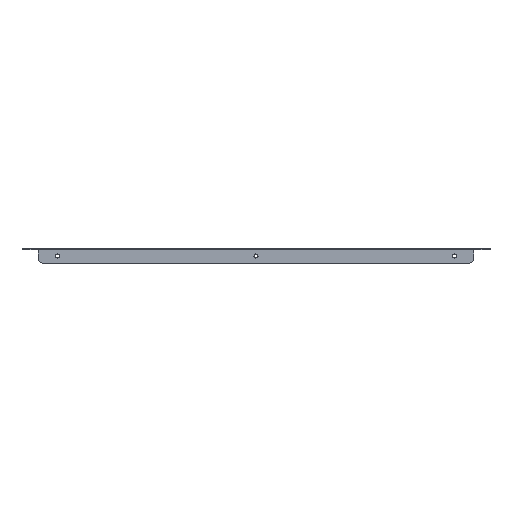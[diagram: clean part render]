
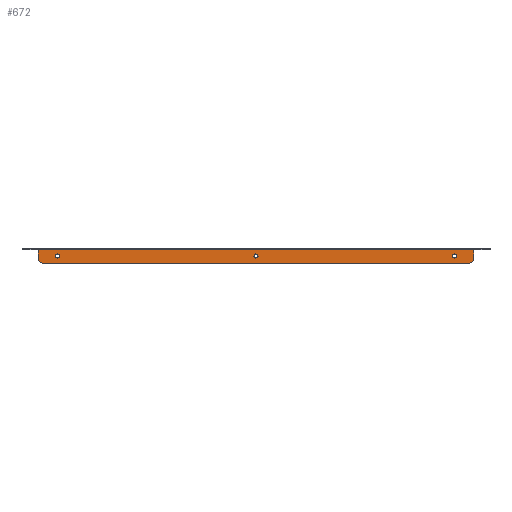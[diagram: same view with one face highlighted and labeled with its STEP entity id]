
A CAD part, front view. The second image highlights one B-rep face of the part: STEP entity #672.
In plain terms, the highlighted planar face has unit normal (0, -1, 0).
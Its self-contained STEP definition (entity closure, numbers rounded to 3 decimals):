
#1 = AXIS2_PLACEMENT_3D ( 'NONE', #1598, #556, #866 ) ;
#45 = CARTESIAN_POINT ( 'NONE',  ( 226.25, -49.8, 0. ) ) ;
#49 = CIRCLE ( 'NONE', #775, 5. ) ;
#68 = FACE_BOUND ( 'NONE', #523, .T. ) ;
#103 = CARTESIAN_POINT ( 'NONE',  ( -206.25, -49.8, -5.4 ) ) ;
#106 = FACE_OUTER_BOUND ( 'NONE', #1210, .T. ) ;
#134 = FACE_BOUND ( 'NONE', #1497, .T. ) ;
#160 = CARTESIAN_POINT ( 'NONE',  ( 221.25, -49.8, -15. ) ) ;
#237 = CARTESIAN_POINT ( 'NONE',  ( 0., -49.8, -15. ) ) ;
#253 = CARTESIAN_POINT ( 'NONE',  ( -226.25, -49.8, -10. ) ) ;
#260 = EDGE_CURVE ( 'NONE', #733, #733, #611, .T. ) ;
#279 = CARTESIAN_POINT ( 'NONE',  ( 226.25, -49.8, -10. ) ) ;
#300 = DIRECTION ( 'NONE',  ( 1., 0., 0. ) ) ;
#305 = CARTESIAN_POINT ( 'NONE',  ( -221.25, -49.8, -10. ) ) ;
#336 = CARTESIAN_POINT ( 'NONE',  ( -206.25, -49.8, -7.5 ) ) ;
#368 = EDGE_CURVE ( 'NONE', #1223, #1846, #49, .T. ) ;
#396 = CARTESIAN_POINT ( 'NONE',  ( -226.25, -49.8, 0. ) ) ;
#400 = VERTEX_POINT ( 'NONE', #1695 ) ;
#419 = CARTESIAN_POINT ( 'NONE',  ( -221.25, -49.8, -15. ) ) ;
#454 = AXIS2_PLACEMENT_3D ( 'NONE', #336, #1504, #1496 ) ;
#466 = CIRCLE ( 'NONE', #1, 2.1 ) ;
#475 = ORIENTED_EDGE ( 'NONE', *, *, #1243, .T. ) ;
#490 = FACE_BOUND ( 'NONE', #867, .T. ) ;
#521 = ORIENTED_EDGE ( 'NONE', *, *, #812, .F. ) ;
#523 = EDGE_LOOP ( 'NONE', ( #890 ) ) ;
#556 = DIRECTION ( 'NONE',  ( 0., 1., 0. ) ) ;
#573 = VERTEX_POINT ( 'NONE', #684 ) ;
#589 = CARTESIAN_POINT ( 'NONE',  ( -228.796, -49.8, -0.919 ) ) ;
#591 = DIRECTION ( 'NONE',  ( 0., 0., 1. ) ) ;
#606 = CARTESIAN_POINT ( 'NONE',  ( 206.25, -49.8, -7.5 ) ) ;
#611 = CIRCLE ( 'NONE', #1042, 2.1 ) ;
#624 = VERTEX_POINT ( 'NONE', #1118 ) ;
#630 = CIRCLE ( 'NONE', #454, 2.1 ) ;
#672 = ADVANCED_FACE ( 'NONE', ( #134, #490, #68, #106 ), #995, .F. ) ;
#681 = DIRECTION ( 'NONE',  ( 0., 0., -1. ) ) ;
#684 = CARTESIAN_POINT ( 'NONE',  ( -226.25, -49.8, -0.919 ) ) ;
#692 = VECTOR ( 'NONE', #925, 1000. ) ;
#727 = DIRECTION ( 'NONE',  ( 0., 0., 1. ) ) ;
#733 = VERTEX_POINT ( 'NONE', #1004 ) ;
#735 = LINE ( 'NONE', #237, #1624 ) ;
#737 = CIRCLE ( 'NONE', #1198, 5. ) ;
#775 = AXIS2_PLACEMENT_3D ( 'NONE', #305, #1449, #591 ) ;
#784 = VECTOR ( 'NONE', #300, 1000. ) ;
#786 = VERTEX_POINT ( 'NONE', #160 ) ;
#812 = EDGE_CURVE ( 'NONE', #573, #624, #1490, .T. ) ;
#833 = CARTESIAN_POINT ( 'NONE',  ( 221.25, -49.8, -10. ) ) ;
#851 = DIRECTION ( 'NONE',  ( 1., 0., 0. ) ) ;
#860 = DIRECTION ( 'NONE',  ( 0., 1., 0. ) ) ;
#866 = DIRECTION ( 'NONE',  ( 0., 0., 1. ) ) ;
#867 = EDGE_LOOP ( 'NONE', ( #1525 ) ) ;
#888 = DIRECTION ( 'NONE',  ( 0., 1., 0. ) ) ;
#890 = ORIENTED_EDGE ( 'NONE', *, *, #260, .T. ) ;
#901 = EDGE_CURVE ( 'NONE', #1805, #1805, #630, .T. ) ;
#925 = DIRECTION ( 'NONE',  ( 0., 0., 1. ) ) ;
#926 = EDGE_CURVE ( 'NONE', #1303, #624, #996, .T. ) ;
#995 = PLANE ( 'NONE',  #1816 ) ;
#996 = LINE ( 'NONE', #45, #692 ) ;
#1004 = CARTESIAN_POINT ( 'NONE',  ( 206.25, -49.8, -5.4 ) ) ;
#1042 = AXIS2_PLACEMENT_3D ( 'NONE', #606, #888, #727 ) ;
#1065 = ORIENTED_EDGE ( 'NONE', *, *, #901, .T. ) ;
#1108 = EDGE_CURVE ( 'NONE', #786, #1303, #737, .T. ) ;
#1118 = CARTESIAN_POINT ( 'NONE',  ( 226.25, -49.8, -0.919 ) ) ;
#1149 = EDGE_CURVE ( 'NONE', #573, #1223, #1287, .T. ) ;
#1153 = VECTOR ( 'NONE', #681, 1000. ) ;
#1198 = AXIS2_PLACEMENT_3D ( 'NONE', #833, #1427, #1860 ) ;
#1210 = EDGE_LOOP ( 'NONE', ( #1225, #1773, #475, #1649, #1336, #521 ) ) ;
#1223 = VERTEX_POINT ( 'NONE', #253 ) ;
#1225 = ORIENTED_EDGE ( 'NONE', *, *, #1149, .T. ) ;
#1243 = EDGE_CURVE ( 'NONE', #1846, #786, #735, .T. ) ;
#1287 = LINE ( 'NONE', #396, #1153 ) ;
#1293 = EDGE_CURVE ( 'NONE', #400, #400, #466, .T. ) ;
#1303 = VERTEX_POINT ( 'NONE', #279 ) ;
#1336 = ORIENTED_EDGE ( 'NONE', *, *, #926, .T. ) ;
#1427 = DIRECTION ( 'NONE',  ( 0., -1., 0. ) ) ;
#1447 = CARTESIAN_POINT ( 'NONE',  ( 0., -49.8, 0. ) ) ;
#1449 = DIRECTION ( 'NONE',  ( 0., -1., 0. ) ) ;
#1490 = LINE ( 'NONE', #589, #784 ) ;
#1496 = DIRECTION ( 'NONE',  ( 0., 0., 1. ) ) ;
#1497 = EDGE_LOOP ( 'NONE', ( #1065 ) ) ;
#1504 = DIRECTION ( 'NONE',  ( 0., 1., 0. ) ) ;
#1525 = ORIENTED_EDGE ( 'NONE', *, *, #1293, .T. ) ;
#1576 = DIRECTION ( 'NONE',  ( 0., 0., 1. ) ) ;
#1598 = CARTESIAN_POINT ( 'NONE',  ( 0., -49.8, -7.5 ) ) ;
#1624 = VECTOR ( 'NONE', #851, 1000. ) ;
#1649 = ORIENTED_EDGE ( 'NONE', *, *, #1108, .T. ) ;
#1695 = CARTESIAN_POINT ( 'NONE',  ( 0., -49.8, -5.4 ) ) ;
#1773 = ORIENTED_EDGE ( 'NONE', *, *, #368, .T. ) ;
#1805 = VERTEX_POINT ( 'NONE', #103 ) ;
#1816 = AXIS2_PLACEMENT_3D ( 'NONE', #1447, #860, #1576 ) ;
#1846 = VERTEX_POINT ( 'NONE', #419 ) ;
#1860 = DIRECTION ( 'NONE',  ( 0., 0., 1. ) ) ;
